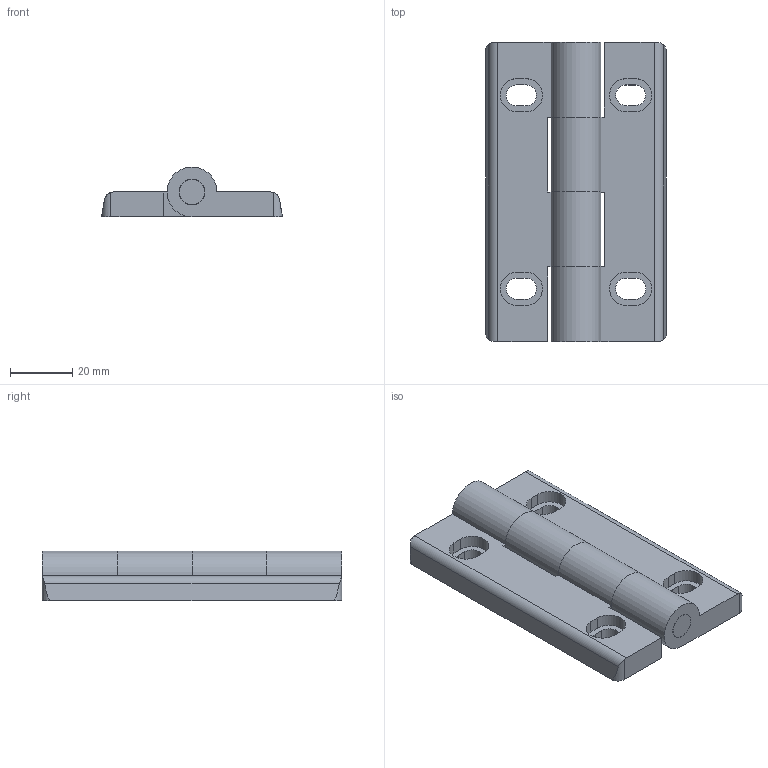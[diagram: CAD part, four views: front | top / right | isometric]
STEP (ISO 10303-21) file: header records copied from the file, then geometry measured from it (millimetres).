
FILE_DESCRIPTION(/* description */ ('STEP AP214'),/* implementation_level */ '2;1');
FILE_NAME(/* name */ '095050(0)',/* time_stamp */ '2022-08-16T16:20:09+02:00',/* author */ ('License CC BY-ND 4.0'),/* organization */ ('CADENAS'),/* preprocessor_version */ 'ST-DEVELOPER v18.102',/* originating_system */ 'PARTsolutions',/* authorisation */ ' ');
FILE_SCHEMA (('AUTOMOTIVE_DESIGN {1 0 10303 214 3 1 1}'));
Length unit declared in the file: millimetre
Products named in the file (4): 095050(0); 095050_2; 095050_1; 095050_pin
Assembly tree (3 placements, depth 2):
  095050(0)
    095050_2
    095050_1
    095050_pin
Bounding box: 58 x 96 x 16 mm (x, y, z)
Volume: 42067.9 mm3; surface area: 24244.7 mm2
Topology: 3 solids, 3 shells, 191 faces, 490 edges, 324 vertices
Faces by surface type: plane 91, cylinder 91, torus 6, cone 3
Full cylindrical faces by diameter (mm): 8 x8, 9 x3, 9.2 x1, 15 x3
Entity records: 5854 total; most frequent: DIRECTION 1040, CARTESIAN_POINT 997, ORIENTED_EDGE 928, EDGE_CURVE 464, AXIS2_PLACEMENT_3D 385, VERTEX_POINT 322, LINE 270, VECTOR 270
